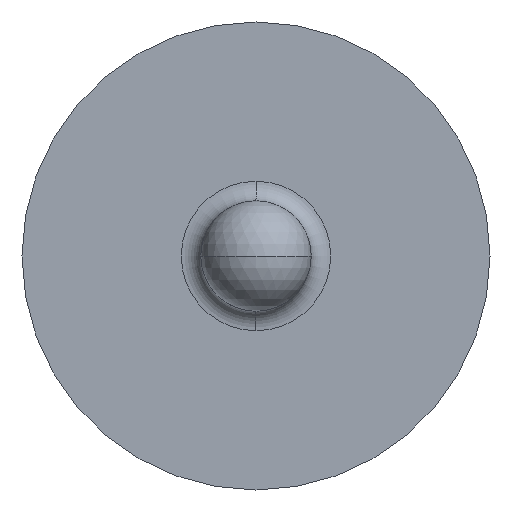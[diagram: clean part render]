
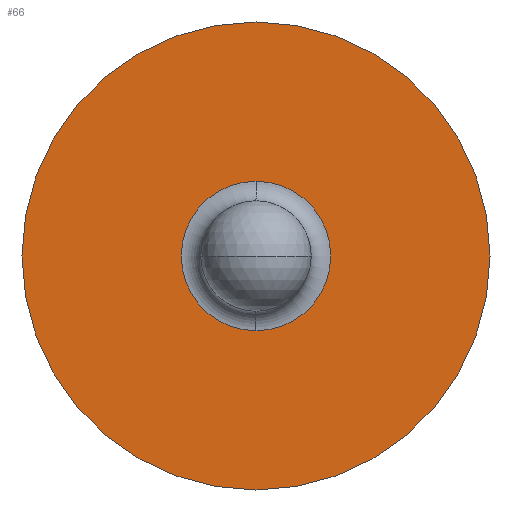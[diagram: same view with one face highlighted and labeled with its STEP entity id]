
A CAD part, left-side view. The second image highlights one B-rep face of the part: STEP entity #66.
In plain terms, the highlighted planar face has unit normal (-1, 0, 0).
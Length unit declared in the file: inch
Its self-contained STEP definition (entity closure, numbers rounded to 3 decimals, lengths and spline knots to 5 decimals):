
#8 = AXIS2_PLACEMENT_3D ( 'NONE', #25, #517, #21 ) ;
#21 = DIRECTION ( 'NONE',  ( 0., 0., 1. ) ) ;
#24 = DIRECTION ( 'NONE',  ( 1., 0., 0. ) ) ;
#25 = CARTESIAN_POINT ( 'NONE',  ( 0.069, 0., 0. ) ) ;
#27 = AXIS2_PLACEMENT_3D ( 'NONE', #303, #617, #565 ) ;
#41 = CARTESIAN_POINT ( 'NONE',  ( 0.069, 0., 0. ) ) ;
#60 = CIRCLE ( 'NONE', #27, 0.0115 ) ;
#61 = ORIENTED_EDGE ( 'NONE', *, *, #129, .F. ) ;
#66 = ADVANCED_FACE ( 'NONE', ( #299, #359 ), #516, .F. ) ;
#76 = EDGE_LOOP ( 'NONE', ( #199, #377 ) ) ;
#82 = CARTESIAN_POINT ( 'NONE',  ( 0.069, 0.036, 0. ) ) ;
#103 = CIRCLE ( 'NONE', #224, 0.036 ) ;
#129 = EDGE_CURVE ( 'NONE', #491, #368, #197, .T. ) ;
#140 = DIRECTION ( 'NONE',  ( 0., 0., 1. ) ) ;
#144 = EDGE_CURVE ( 'NONE', #684, #434, #103, .T. ) ;
#197 = CIRCLE ( 'NONE', #498, 0.0115 ) ;
#199 = ORIENTED_EDGE ( 'NONE', *, *, #441, .T. ) ;
#220 = ORIENTED_EDGE ( 'NONE', *, *, #507, .F. ) ;
#224 = AXIS2_PLACEMENT_3D ( 'NONE', #41, #693, #367 ) ;
#268 = CARTESIAN_POINT ( 'NONE',  ( 0.069, 0., 0. ) ) ;
#299 = FACE_BOUND ( 'NONE', #646, .T. ) ;
#303 = CARTESIAN_POINT ( 'NONE',  ( 0.069, 0., 0. ) ) ;
#305 = DIRECTION ( 'NONE',  ( 0., 0., -1. ) ) ;
#313 = DIRECTION ( 'NONE',  ( -1., 0., 0. ) ) ;
#318 = CIRCLE ( 'NONE', #8, 0.036 ) ;
#359 = FACE_OUTER_BOUND ( 'NONE', #76, .T. ) ;
#367 = DIRECTION ( 'NONE',  ( 0., 0., 1. ) ) ;
#368 = VERTEX_POINT ( 'NONE', #626 ) ;
#377 = ORIENTED_EDGE ( 'NONE', *, *, #144, .T. ) ;
#395 = CARTESIAN_POINT ( 'NONE',  ( 0.069, 0., -0.036 ) ) ;
#412 = AXIS2_PLACEMENT_3D ( 'NONE', #82, #24, #305 ) ;
#434 = VERTEX_POINT ( 'NONE', #468 ) ;
#441 = EDGE_CURVE ( 'NONE', #434, #684, #318, .T. ) ;
#468 = CARTESIAN_POINT ( 'NONE',  ( 0.069, 0., 0.036 ) ) ;
#491 = VERTEX_POINT ( 'NONE', #505 ) ;
#498 = AXIS2_PLACEMENT_3D ( 'NONE', #268, #313, #140 ) ;
#505 = CARTESIAN_POINT ( 'NONE',  ( 0.069, 0., 0.0115 ) ) ;
#507 = EDGE_CURVE ( 'NONE', #368, #491, #60, .T. ) ;
#516 = PLANE ( 'NONE',  #412 ) ;
#517 = DIRECTION ( 'NONE',  ( -1., 0., 0. ) ) ;
#565 = DIRECTION ( 'NONE',  ( 0., 0., 1. ) ) ;
#617 = DIRECTION ( 'NONE',  ( -1., 0., 0. ) ) ;
#626 = CARTESIAN_POINT ( 'NONE',  ( 0.069, 0., -0.0115 ) ) ;
#646 = EDGE_LOOP ( 'NONE', ( #61, #220 ) ) ;
#684 = VERTEX_POINT ( 'NONE', #395 ) ;
#693 = DIRECTION ( 'NONE',  ( -1., 0., 0. ) ) ;
